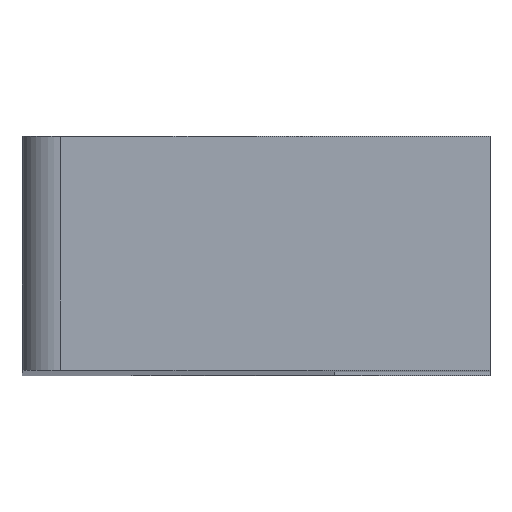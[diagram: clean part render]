
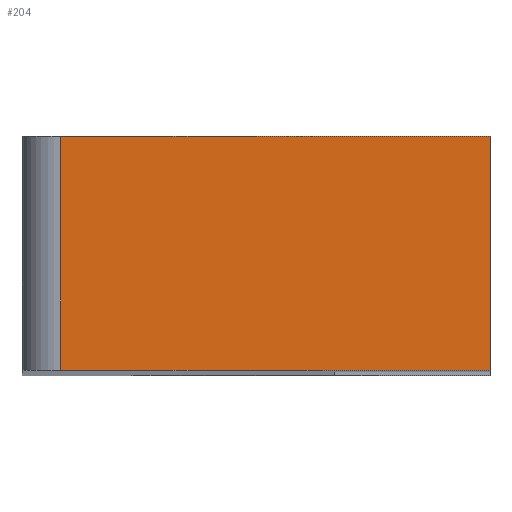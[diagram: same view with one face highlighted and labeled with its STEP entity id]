
A CAD part, top view. The second image highlights one B-rep face of the part: STEP entity #204.
In plain terms, the highlighted planar face has unit normal (0, 0, 1).
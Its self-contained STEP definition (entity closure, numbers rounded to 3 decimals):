
#6 = VECTOR ( 'NONE', #686, 1000. ) ;
#12 = AXIS2_PLACEMENT_3D ( 'NONE', #658, #724, #651 ) ;
#106 = CARTESIAN_POINT ( 'NONE',  ( -5.5, 3., 0. ) ) ;
#114 = CARTESIAN_POINT ( 'NONE',  ( 0., 0., 0. ) ) ;
#141 = VECTOR ( 'NONE', #667, 1000. ) ;
#142 = CARTESIAN_POINT ( 'NONE',  ( -5.5, 0., 0. ) ) ;
#179 = VERTEX_POINT ( 'NONE', #114 ) ;
#194 = ORIENTED_EDGE ( 'NONE', *, *, #314, .T. ) ;
#197 = CARTESIAN_POINT ( 'NONE',  ( -5.5, 3., 0. ) ) ;
#200 = CARTESIAN_POINT ( 'NONE',  ( 0., 0., 0. ) ) ;
#204 = ADVANCED_FACE ( 'NONE', ( #544 ), #671, .F. ) ;
#210 = EDGE_CURVE ( 'NONE', #325, #486, #426, .T. ) ;
#220 = EDGE_CURVE ( 'NONE', #499, #179, #485, .T. ) ;
#226 = DIRECTION ( 'NONE',  ( 0., -1., 0. ) ) ;
#284 = VECTOR ( 'NONE', #307, 1000. ) ;
#287 = EDGE_CURVE ( 'NONE', #325, #499, #381, .T. ) ;
#307 = DIRECTION ( 'NONE',  ( 1., 0., 0. ) ) ;
#314 = EDGE_CURVE ( 'NONE', #486, #179, #374, .T. ) ;
#325 = VERTEX_POINT ( 'NONE', #197 ) ;
#374 = LINE ( 'NONE', #200, #6 ) ;
#381 = LINE ( 'NONE', #557, #284 ) ;
#410 = ORIENTED_EDGE ( 'NONE', *, *, #220, .F. ) ;
#426 = LINE ( 'NONE', #106, #451 ) ;
#451 = VECTOR ( 'NONE', #226, 1000. ) ;
#485 = LINE ( 'NONE', #663, #141 ) ;
#486 = VERTEX_POINT ( 'NONE', #142 ) ;
#499 = VERTEX_POINT ( 'NONE', #524 ) ;
#524 = CARTESIAN_POINT ( 'NONE',  ( 0., 3., 0. ) ) ;
#544 = FACE_OUTER_BOUND ( 'NONE', #715, .T. ) ;
#553 = ORIENTED_EDGE ( 'NONE', *, *, #210, .T. ) ;
#557 = CARTESIAN_POINT ( 'NONE',  ( 0., 3., 0. ) ) ;
#651 = DIRECTION ( 'NONE',  ( -1., 0., 0. ) ) ;
#658 = CARTESIAN_POINT ( 'NONE',  ( 0., 3., 0. ) ) ;
#663 = CARTESIAN_POINT ( 'NONE',  ( 0., 3., 0. ) ) ;
#667 = DIRECTION ( 'NONE',  ( 0., -1., 0. ) ) ;
#671 = PLANE ( 'NONE',  #12 ) ;
#686 = DIRECTION ( 'NONE',  ( 1., 0., 0. ) ) ;
#715 = EDGE_LOOP ( 'NONE', ( #787, #553, #194, #410 ) ) ;
#724 = DIRECTION ( 'NONE',  ( 0., 0., -1. ) ) ;
#787 = ORIENTED_EDGE ( 'NONE', *, *, #287, .F. ) ;
